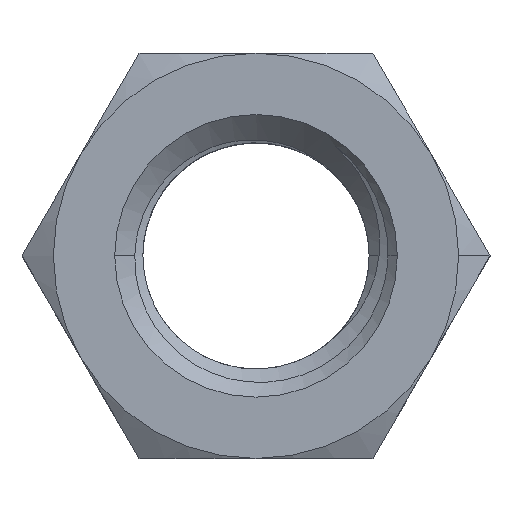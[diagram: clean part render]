
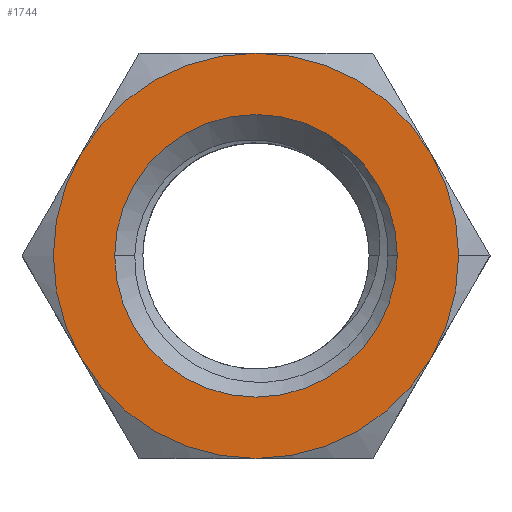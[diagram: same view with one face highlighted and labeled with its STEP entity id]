
A CAD part, top view. The second image highlights one B-rep face of the part: STEP entity #1744.
In plain terms, the highlighted planar face has unit normal (0, 0, 1).
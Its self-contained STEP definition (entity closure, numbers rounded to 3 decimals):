
#20 = EDGE_CURVE ( 'NONE', #940, #2190, #80, .T. ) ;
#22 = CARTESIAN_POINT ( 'NONE',  ( -15.588, -9., 19. ) ) ;
#62 = ORIENTED_EDGE ( 'NONE', *, *, #2345, .T. ) ;
#80 = CIRCLE ( 'NONE', #2251, 18. ) ;
#125 = VERTEX_POINT ( 'NONE', #2128 ) ;
#134 = PLANE ( 'NONE',  #194 ) ;
#149 = CARTESIAN_POINT ( 'NONE',  ( 0., 0., 19. ) ) ;
#156 = CIRCLE ( 'NONE', #1065, 12.55 ) ;
#191 = ORIENTED_EDGE ( 'NONE', *, *, #1471, .T. ) ;
#194 = AXIS2_PLACEMENT_3D ( 'NONE', #149, #1302, #1501 ) ;
#248 = AXIS2_PLACEMENT_3D ( 'NONE', #2203, #1445, #869 ) ;
#253 = CIRCLE ( 'NONE', #840, 18. ) ;
#297 = CARTESIAN_POINT ( 'NONE',  ( -12.55, 0., 19. ) ) ;
#317 = AXIS2_PLACEMENT_3D ( 'NONE', #912, #1107, #345 ) ;
#341 = CARTESIAN_POINT ( 'NONE',  ( 0., 0., 19. ) ) ;
#345 = DIRECTION ( 'NONE',  ( 1., 0., 0. ) ) ;
#421 = CIRCLE ( 'NONE', #1373, 18. ) ;
#468 = EDGE_CURVE ( 'NONE', #1528, #694, #253, .T. ) ;
#507 = CARTESIAN_POINT ( 'NONE',  ( 15.588, -9., 19. ) ) ;
#550 = CARTESIAN_POINT ( 'NONE',  ( 0., 0., 19. ) ) ;
#559 = EDGE_CURVE ( 'NONE', #694, #940, #2305, .T. ) ;
#570 = FACE_BOUND ( 'NONE', #573, .T. ) ;
#573 = EDGE_LOOP ( 'NONE', ( #1640, #191 ) ) ;
#629 = CIRCLE ( 'NONE', #1718, 12.55 ) ;
#694 = VERTEX_POINT ( 'NONE', #22 ) ;
#695 = DIRECTION ( 'NONE',  ( 0., 0., 1. ) ) ;
#696 = CARTESIAN_POINT ( 'NONE',  ( 0., 0., 19. ) ) ;
#840 = AXIS2_PLACEMENT_3D ( 'NONE', #550, #1123, #2445 ) ;
#869 = DIRECTION ( 'NONE',  ( 1., 0., 0. ) ) ;
#899 = ORIENTED_EDGE ( 'NONE', *, *, #2226, .T. ) ;
#912 = CARTESIAN_POINT ( 'NONE',  ( 0., 0., 19. ) ) ;
#940 = VERTEX_POINT ( 'NONE', #2124 ) ;
#958 = CARTESIAN_POINT ( 'NONE',  ( 0., 0., 19. ) ) ;
#968 = AXIS2_PLACEMENT_3D ( 'NONE', #958, #1944, #1564 ) ;
#1065 = AXIS2_PLACEMENT_3D ( 'NONE', #341, #2040, #1657 ) ;
#1093 = DIRECTION ( 'NONE',  ( 0., 0., 1. ) ) ;
#1107 = DIRECTION ( 'NONE',  ( 0., 0., 1. ) ) ;
#1123 = DIRECTION ( 'NONE',  ( 0., 0., 1. ) ) ;
#1145 = CIRCLE ( 'NONE', #317, 18. ) ;
#1210 = ORIENTED_EDGE ( 'NONE', *, *, #559, .T. ) ;
#1222 = EDGE_CURVE ( 'NONE', #1486, #1528, #1994, .T. ) ;
#1255 = VERTEX_POINT ( 'NONE', #297 ) ;
#1295 = DIRECTION ( 'NONE',  ( 1., 0., 0. ) ) ;
#1302 = DIRECTION ( 'NONE',  ( 0., 0., 1. ) ) ;
#1314 = CARTESIAN_POINT ( 'NONE',  ( -15.588, 9., 19. ) ) ;
#1323 = AXIS2_PLACEMENT_3D ( 'NONE', #2233, #1093, #1854 ) ;
#1332 = EDGE_LOOP ( 'NONE', ( #62, #1849, #899, #2397, #1516, #1210, #1941 ) ) ;
#1353 = EDGE_CURVE ( 'NONE', #125, #2027, #2159, .T. ) ;
#1373 = AXIS2_PLACEMENT_3D ( 'NONE', #2409, #695, #2050 ) ;
#1380 = EDGE_CURVE ( 'NONE', #2075, #1255, #156, .T. ) ;
#1445 = DIRECTION ( 'NONE',  ( 0., 0., 1. ) ) ;
#1467 = CARTESIAN_POINT ( 'NONE',  ( 0., 0., 19. ) ) ;
#1471 = EDGE_CURVE ( 'NONE', #1255, #2075, #629, .T. ) ;
#1486 = VERTEX_POINT ( 'NONE', #1847 ) ;
#1501 = DIRECTION ( 'NONE',  ( 1., 0., 0. ) ) ;
#1516 = ORIENTED_EDGE ( 'NONE', *, *, #468, .T. ) ;
#1528 = VERTEX_POINT ( 'NONE', #1314 ) ;
#1564 = DIRECTION ( 'NONE',  ( 1., 0., 0. ) ) ;
#1640 = ORIENTED_EDGE ( 'NONE', *, *, #1380, .T. ) ;
#1657 = DIRECTION ( 'NONE',  ( 1., 0., 0. ) ) ;
#1706 = DIRECTION ( 'NONE',  ( 0., 0., 1. ) ) ;
#1718 = AXIS2_PLACEMENT_3D ( 'NONE', #1467, #2430, #1295 ) ;
#1744 = ADVANCED_FACE ( 'NONE', ( #570, #2446 ), #134, .T. ) ;
#1847 = CARTESIAN_POINT ( 'NONE',  ( 0., 18., 19. ) ) ;
#1849 = ORIENTED_EDGE ( 'NONE', *, *, #1353, .T. ) ;
#1854 = DIRECTION ( 'NONE',  ( 1., 0., 0. ) ) ;
#1892 = DIRECTION ( 'NONE',  ( 1., 0., 0. ) ) ;
#1941 = ORIENTED_EDGE ( 'NONE', *, *, #20, .T. ) ;
#1944 = DIRECTION ( 'NONE',  ( 0., 0., 1. ) ) ;
#1994 = CIRCLE ( 'NONE', #248, 18. ) ;
#2027 = VERTEX_POINT ( 'NONE', #2306 ) ;
#2040 = DIRECTION ( 'NONE',  ( 0., 0., -1. ) ) ;
#2050 = DIRECTION ( 'NONE',  ( 1., 0., 0. ) ) ;
#2075 = VERTEX_POINT ( 'NONE', #2161 ) ;
#2124 = CARTESIAN_POINT ( 'NONE',  ( 0., -18., 19. ) ) ;
#2128 = CARTESIAN_POINT ( 'NONE',  ( 18., 0., 19. ) ) ;
#2159 = CIRCLE ( 'NONE', #1323, 18. ) ;
#2161 = CARTESIAN_POINT ( 'NONE',  ( 12.55, 0., 19. ) ) ;
#2190 = VERTEX_POINT ( 'NONE', #507 ) ;
#2203 = CARTESIAN_POINT ( 'NONE',  ( 0., 0., 19. ) ) ;
#2226 = EDGE_CURVE ( 'NONE', #2027, #1486, #421, .T. ) ;
#2233 = CARTESIAN_POINT ( 'NONE',  ( 0., 0., 19. ) ) ;
#2251 = AXIS2_PLACEMENT_3D ( 'NONE', #696, #1706, #1892 ) ;
#2305 = CIRCLE ( 'NONE', #968, 18. ) ;
#2306 = CARTESIAN_POINT ( 'NONE',  ( 15.588, 9., 19. ) ) ;
#2345 = EDGE_CURVE ( 'NONE', #2190, #125, #1145, .T. ) ;
#2397 = ORIENTED_EDGE ( 'NONE', *, *, #1222, .T. ) ;
#2409 = CARTESIAN_POINT ( 'NONE',  ( 0., 0., 19. ) ) ;
#2430 = DIRECTION ( 'NONE',  ( 0., 0., -1. ) ) ;
#2445 = DIRECTION ( 'NONE',  ( 1., 0., 0. ) ) ;
#2446 = FACE_OUTER_BOUND ( 'NONE', #1332, .T. ) ;
